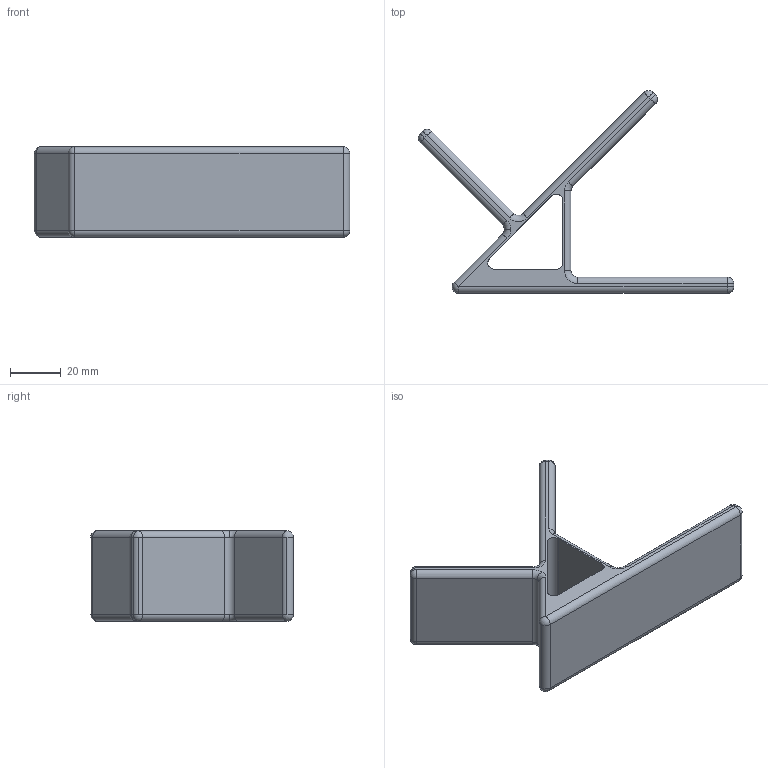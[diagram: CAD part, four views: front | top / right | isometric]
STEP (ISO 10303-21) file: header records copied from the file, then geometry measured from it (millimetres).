
FILE_DESCRIPTION (( 'STEP AP203' ), '1' );
FILE_NAME ('Xbox Controller Stand.STEP', '2024-03-29T19:06:14', ( '' ), ( '' ), 'SwSTEP 2.0', 'SolidWorks 2022', '' );
FILE_SCHEMA (( 'CONFIG_CONTROL_DESIGN' ));
Length unit declared in the file: inch
Products named in the file (1): Xbox Controller Stand
Bounding box: 124.02 x 79.76 x 35.56 mm (x, y, z)
Volume: 60765.4 mm3; surface area: 22882.9 mm2
Topology: 1 solids, 1 shells, 78 faces, 184 edges, 94 vertices
Faces by surface type: cylinder 38, plane 16, sphere 14, torus 10
Entity records: 2183 total; most frequent: DIRECTION 418, CARTESIAN_POINT 343, ORIENTED_EDGE 340, EDGE_CURVE 170, AXIS2_PLACEMENT_3D 169, VERTEX_POINT 94, CIRCLE 90, LINE 80
